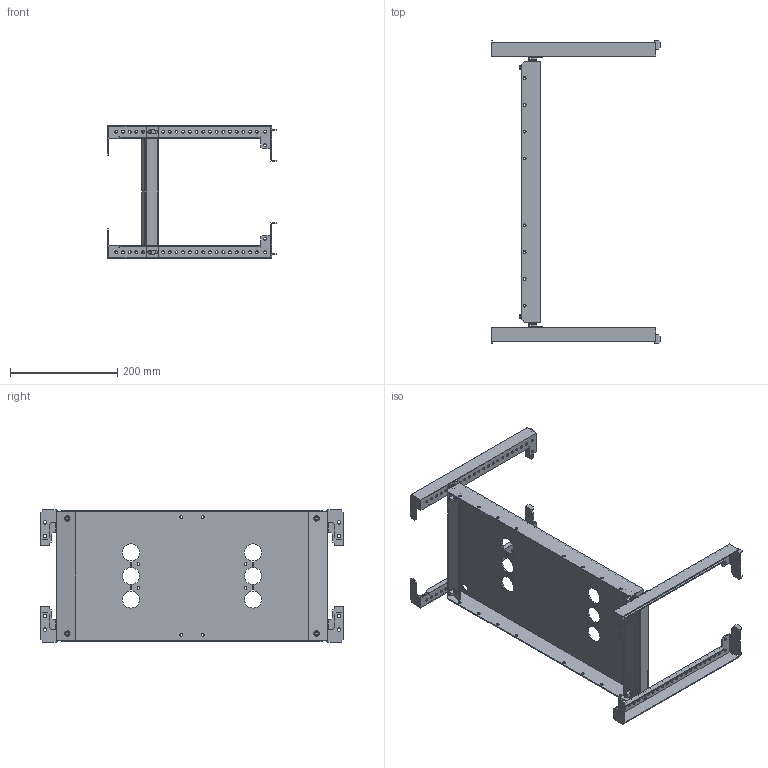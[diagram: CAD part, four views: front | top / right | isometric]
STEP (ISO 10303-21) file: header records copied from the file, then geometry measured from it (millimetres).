
FILE_DESCRIPTION (( 'STEP AP203' ), '1' );
FILE_NAME ('FO-00-HIF-025-060 FORMAT Ê-ò ãîðèçîíò. ARMAT MCCB H_I ôèêñ. 3P 250õ600 IEK.STEP', '2024-07-26T16:29:39', ( '' ), ( '' ), 'SwSTEP 2.0', 'SolidWorks 2022', '' );
FILE_SCHEMA (( 'CONFIG_CONTROL_DESIGN' ));
Length unit declared in the file: millimetre
Products named in the file (1): FO-00-HIF-025-060 FORMAT К-т горизонт. ARMAT MCCB H_I фикс. 3P 250х600 IEK
Bounding box: 314.5 x 565.63 x 247 mm (x, y, z)
Volume: 570219.5 mm3; surface area: 612164.2 mm2
Topology: 11 solids, 11 shells, 1036 faces, 2822 edges, 1860 vertices
Faces by surface type: cylinder 478, plane 470, cone 56, torus 32
Entity records: 34155 total; most frequent: CARTESIAN_POINT 6339, DIRECTION 5896, ORIENTED_EDGE 5644, EDGE_CURVE 2822, AXIS2_PLACEMENT_3D 2105, VERTEX_POINT 1860, LINE 1686, VECTOR 1686
